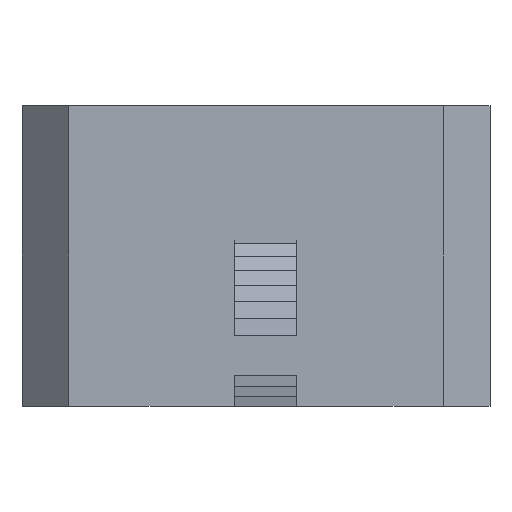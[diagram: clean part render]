
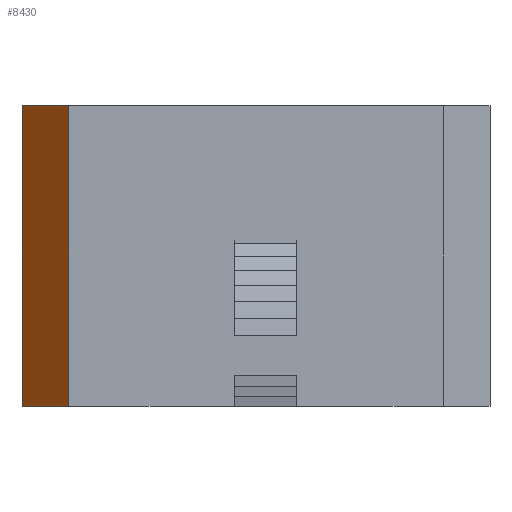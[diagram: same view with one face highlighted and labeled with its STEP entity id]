
A CAD part, front view. The second image highlights one B-rep face of the part: STEP entity #8430.
In plain terms, the highlighted face is planar.
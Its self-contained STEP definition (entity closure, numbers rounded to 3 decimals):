
#371 = PLANE('',#372);
#372 = AXIS2_PLACEMENT_3D('',#373,#374,#375);
#373 = CARTESIAN_POINT('',(144.647,214.702,40.632
    ));
#374 = DIRECTION('',(1.,0.,0.));
#375 = DIRECTION('',(0.,0.,-1.));
#963 = VERTEX_POINT('',#964);
#964 = CARTESIAN_POINT('',(144.647,199.23,54.25));
#978 = PLANE('',#979);
#979 = AXIS2_PLACEMENT_3D('',#980,#981,#982);
#980 = CARTESIAN_POINT('',(155.79,229.326,54.25));
#981 = DIRECTION('',(0.,0.,-1.));
#982 = DIRECTION('',(1.,0.,0.));
#990 = EDGE_CURVE('',#963,#991,#993,.T.);
#991 = VERTEX_POINT('',#992);
#992 = CARTESIAN_POINT('',(144.647,199.23,35.));
#993 = SURFACE_CURVE('',#994,(#998,#1005),.PCURVE_S1.);
#994 = LINE('',#995,#996);
#995 = CARTESIAN_POINT('',(144.647,199.23,54.25));
#996 = VECTOR('',#997,1.);
#997 = DIRECTION('',(0.,0.,-1.));
#998 = PCURVE('',#371,#999);
#999 = DEFINITIONAL_REPRESENTATION('',(#1000),#1004);
#1000 = LINE('',#1001,#1002);
#1001 = CARTESIAN_POINT('',(-13.618,-15.472));
#1002 = VECTOR('',#1003,1.);
#1003 = DIRECTION('',(1.,0.));
#1004 = ( GEOMETRIC_REPRESENTATION_CONTEXT(2) 
PARAMETRIC_REPRESENTATION_CONTEXT() REPRESENTATION_CONTEXT('2D SPACE',''
  ) );
#1005 = PCURVE('',#1006,#1011);
#1006 = PLANE('',#1007);
#1007 = AXIS2_PLACEMENT_3D('',#1008,#1009,#1010);
#1008 = CARTESIAN_POINT('',(146.147,197.73,44.625));
#1009 = DIRECTION('',(0.707,0.707,0.
    ));
#1010 = DIRECTION('',(-0.707,0.707,0.
    ));
#1011 = DEFINITIONAL_REPRESENTATION('',(#1012),#1016);
#1012 = LINE('',#1013,#1014);
#1013 = CARTESIAN_POINT('',(2.121,9.625));
#1014 = VECTOR('',#1015,1.);
#1015 = DIRECTION('',(0.,-1.));
#1016 = ( GEOMETRIC_REPRESENTATION_CONTEXT(2) 
PARAMETRIC_REPRESENTATION_CONTEXT() REPRESENTATION_CONTEXT('2D SPACE',''
  ) );
#1034 = PLANE('',#1035);
#1035 = AXIS2_PLACEMENT_3D('',#1036,#1037,#1038);
#1036 = CARTESIAN_POINT('',(162.25,196.23,35.));
#1037 = DIRECTION('',(0.,0.,1.));
#1038 = DIRECTION('',(-1.,0.,0.));
#5363 = PLANE('',#5364);
#5364 = AXIS2_PLACEMENT_3D('',#5365,#5366,#5367);
#5365 = CARTESIAN_POINT('',(159.673,196.23,
    44.339));
#5366 = DIRECTION('',(0.,-1.,0.));
#5367 = DIRECTION('',(-1.,0.,0.));
#7846 = EDGE_CURVE('',#7847,#963,#7849,.T.);
#7847 = VERTEX_POINT('',#7848);
#7848 = CARTESIAN_POINT('',(147.647,196.23,54.25));
#7849 = SURFACE_CURVE('',#7850,(#7854,#7861),.PCURVE_S1.);
#7850 = LINE('',#7851,#7852);
#7851 = CARTESIAN_POINT('',(147.647,196.23,54.25));
#7852 = VECTOR('',#7853,1.);
#7853 = DIRECTION('',(-0.707,0.707,0.));
#7854 = PCURVE('',#978,#7855);
#7855 = DEFINITIONAL_REPRESENTATION('',(#7856),#7860);
#7856 = LINE('',#7857,#7858);
#7857 = CARTESIAN_POINT('',(-8.143,33.096));
#7858 = VECTOR('',#7859,1.);
#7859 = DIRECTION('',(-0.707,-0.707));
#7860 = ( GEOMETRIC_REPRESENTATION_CONTEXT(2) 
PARAMETRIC_REPRESENTATION_CONTEXT() REPRESENTATION_CONTEXT('2D SPACE',''
  ) );
#7861 = PCURVE('',#1006,#7862);
#7862 = DEFINITIONAL_REPRESENTATION('',(#7863),#7867);
#7863 = LINE('',#7864,#7865);
#7864 = CARTESIAN_POINT('',(-2.121,9.625));
#7865 = VECTOR('',#7866,1.);
#7866 = DIRECTION('',(1.,0.));
#7867 = ( GEOMETRIC_REPRESENTATION_CONTEXT(2) 
PARAMETRIC_REPRESENTATION_CONTEXT() REPRESENTATION_CONTEXT('2D SPACE',''
  ) );
#8430 = ADVANCED_FACE('',(#8431),#1006,.T.);
#8431 = FACE_BOUND('',#8432,.T.);
#8432 = EDGE_LOOP('',(#8433,#8456,#8477,#8478));
#8433 = ORIENTED_EDGE('',*,*,#8434,.T.);
#8434 = EDGE_CURVE('',#7847,#8435,#8437,.T.);
#8435 = VERTEX_POINT('',#8436);
#8436 = CARTESIAN_POINT('',(147.647,196.23,35.));
#8437 = SURFACE_CURVE('',#8438,(#8442,#8449),.PCURVE_S1.);
#8438 = LINE('',#8439,#8440);
#8439 = CARTESIAN_POINT('',(147.647,196.23,54.25));
#8440 = VECTOR('',#8441,1.);
#8441 = DIRECTION('',(0.,0.,-1.));
#8442 = PCURVE('',#1006,#8443);
#8443 = DEFINITIONAL_REPRESENTATION('',(#8444),#8448);
#8444 = LINE('',#8445,#8446);
#8445 = CARTESIAN_POINT('',(-2.121,9.625));
#8446 = VECTOR('',#8447,1.);
#8447 = DIRECTION('',(0.,-1.));
#8448 = ( GEOMETRIC_REPRESENTATION_CONTEXT(2) 
PARAMETRIC_REPRESENTATION_CONTEXT() REPRESENTATION_CONTEXT('2D SPACE',''
  ) );
#8449 = PCURVE('',#5363,#8450);
#8450 = DEFINITIONAL_REPRESENTATION('',(#8451),#8455);
#8451 = LINE('',#8452,#8453);
#8452 = CARTESIAN_POINT('',(12.026,-9.911));
#8453 = VECTOR('',#8454,1.);
#8454 = DIRECTION('',(0.,1.));
#8455 = ( GEOMETRIC_REPRESENTATION_CONTEXT(2) 
PARAMETRIC_REPRESENTATION_CONTEXT() REPRESENTATION_CONTEXT('2D SPACE',''
  ) );
#8456 = ORIENTED_EDGE('',*,*,#8457,.F.);
#8457 = EDGE_CURVE('',#991,#8435,#8458,.T.);
#8458 = SURFACE_CURVE('',#8459,(#8463,#8470),.PCURVE_S1.);
#8459 = LINE('',#8460,#8461);
#8460 = CARTESIAN_POINT('',(144.647,199.23,35.));
#8461 = VECTOR('',#8462,1.);
#8462 = DIRECTION('',(0.707,-0.707,0.));
#8463 = PCURVE('',#1006,#8464);
#8464 = DEFINITIONAL_REPRESENTATION('',(#8465),#8469);
#8465 = LINE('',#8466,#8467);
#8466 = CARTESIAN_POINT('',(2.121,-9.625));
#8467 = VECTOR('',#8468,1.);
#8468 = DIRECTION('',(-1.,0.));
#8469 = ( GEOMETRIC_REPRESENTATION_CONTEXT(2) 
PARAMETRIC_REPRESENTATION_CONTEXT() REPRESENTATION_CONTEXT('2D SPACE',''
  ) );
#8470 = PCURVE('',#1034,#8471);
#8471 = DEFINITIONAL_REPRESENTATION('',(#8472),#8476);
#8472 = LINE('',#8473,#8474);
#8473 = CARTESIAN_POINT('',(17.603,-3.));
#8474 = VECTOR('',#8475,1.);
#8475 = DIRECTION('',(-0.707,0.707));
#8476 = ( GEOMETRIC_REPRESENTATION_CONTEXT(2) 
PARAMETRIC_REPRESENTATION_CONTEXT() REPRESENTATION_CONTEXT('2D SPACE',''
  ) );
#8477 = ORIENTED_EDGE('',*,*,#990,.F.);
#8478 = ORIENTED_EDGE('',*,*,#7846,.F.);
